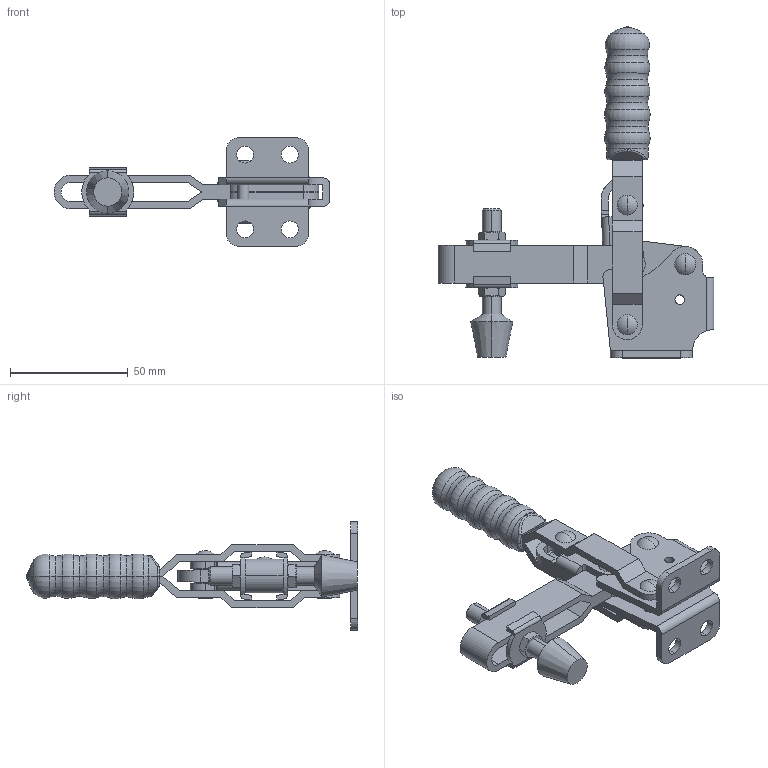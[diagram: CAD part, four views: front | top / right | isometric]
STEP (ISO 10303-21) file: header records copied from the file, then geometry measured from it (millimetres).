
FILE_DESCRIPTION (( 'STEP AP203' ), '1' );
FILE_NAME ('GH-12130.STEP', '2012-03-06T08:13:56', ( 'user' ), ( '' ), 'SwSTEP 2.0', 'SolidWorks 2008', '' );
FILE_SCHEMA (( 'CONFIG_CONTROL_DESIGN' ));
Length unit declared in the file: millimetre
Products named in the file (12): 11213006_預設; 1213080_預設; GH-FC56212_預設; Revit-3.0-4_D4.8-L18.16; Hexagon Nut_3_JIS_JIS B 1181 Hexagon nut - Class 3 Finished M6 --N; GH-12130; 11213014_預設; 11213009_預設; 11213002_預設; AGH-FC-56212(w16)_預設; GH-FW-080_GH-FW-516; Revit-3.0-4_D6.3-L12.4
Assembly tree (15 placements, depth 3):
  GH-12130
    AGH-FC-56212(w16)_預設
      GH-FC56212_預設
      Hexagon Nut_3_JIS_JIS B 1181 Hexagon nut - Class 3 Finished M6 --N  x2
      GH-FW-080_GH-FW-516  x2
    11213009_預設
    Revit-3.0-4_D6.3-L12.4  x2
    11213006_預設
    Revit-3.0-4_D4.8-L18.16  x2
    11213002_預設
    1213080_預設
    11213014_預設
Bounding box: 117.19 x 141 x 46 mm (x, y, z)
Volume: 55905 mm3; surface area: 43048.6 mm2
Topology: 15 solids, 15 shells, 413 faces, 1028 edges, 644 vertices
Faces by surface type: plane 160, cylinder 139, torus 51, cone 48, sphere 10, bspline 5
Entity records: 11969 total; most frequent: CARTESIAN_POINT 2239, DIRECTION 1850, ORIENTED_EDGE 1692, EDGE_CURVE 846, AXIS2_PLACEMENT_3D 709, VERTEX_POINT 538, VECTOR 432, LINE 432
